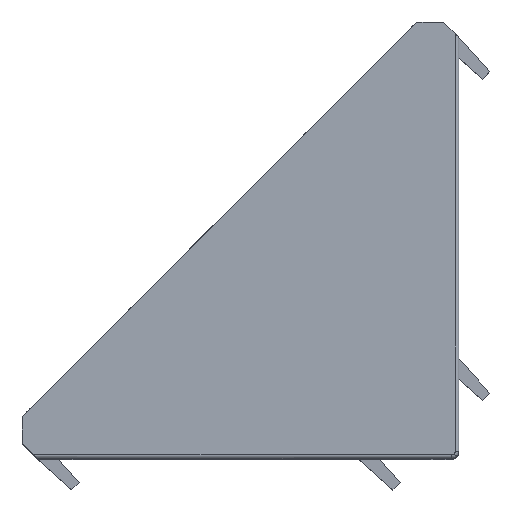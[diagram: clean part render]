
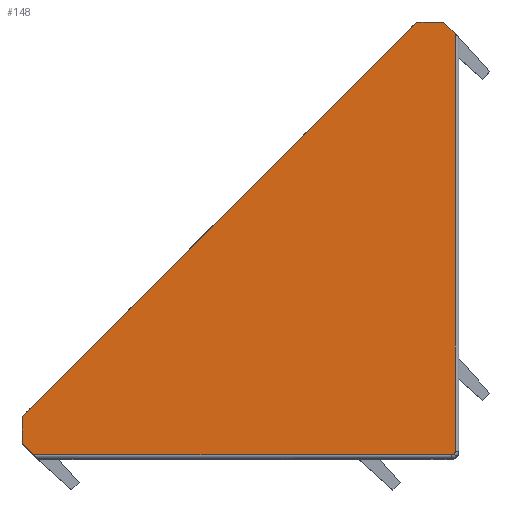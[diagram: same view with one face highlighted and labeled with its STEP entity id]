
A CAD part, top view. The second image highlights one B-rep face of the part: STEP entity #148.
In plain terms, the highlighted planar face has unit normal (0.012, -0.012, 1).
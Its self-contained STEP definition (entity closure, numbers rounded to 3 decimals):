
#35 = VERTEX_POINT ( 'NONE', #10080 ) ;
#72 = VERTEX_POINT ( 'NONE', #6655 ) ;
#148 = ADVANCED_FACE ( 'NONE', ( #6970 ), #6925, .T. ) ;
#447 = CARTESIAN_POINT ( 'NONE',  ( -0.994, 0.494, 28.247 ) ) ;
#1092 = DIRECTION ( 'NONE',  ( 1., 0., -0.012 ) ) ;
#1206 = CARTESIAN_POINT ( 'NONE',  ( -57., 56.992, 29.636 ) ) ;
#1614 = CARTESIAN_POINT ( 'NONE',  ( -55.001, 0.001, 28.907 ) ) ;
#1686 = CARTESIAN_POINT ( 'NONE',  ( -0.735, 0.545, 28.244 ) ) ;
#1906 = CARTESIAN_POINT ( 'NONE',  ( -0.994, 0.494, 28.247 ) ) ;
#2014 = VECTOR ( 'NONE', #11684, 1000. ) ;
#2506 = EDGE_CURVE ( 'NONE', #72, #6355, #8212, .T. ) ;
#2928 = LINE ( 'NONE', #6421, #9099 ) ;
#3126 = EDGE_CURVE ( 'NONE', #13055, #10533, #13056, .T. ) ;
#3138 = EDGE_CURVE ( 'NONE', #6355, #9969, #6760, .T. ) ;
#3211 = EDGE_CURVE ( 'NONE', #9969, #10202, #2928, .T. ) ;
#3227 = ORIENTED_EDGE ( 'NONE', *, *, #2506, .T. ) ;
#3267 = ORIENTED_EDGE ( 'NONE', *, *, #3211, .T. ) ;
#3554 = ORIENTED_EDGE ( 'NONE', *, *, #4008, .T. ) ;
#3848 = DIRECTION ( 'NONE',  ( -0.707, -0.707, 0. ) ) ;
#3962 = CARTESIAN_POINT ( 'NONE',  ( -0.64, 0.64, 28.244 ) ) ;
#4008 = EDGE_CURVE ( 'NONE', #35, #72, #5298, .T. ) ;
#4336 = EDGE_LOOP ( 'NONE', ( #12610, #3267, #7123, #11077, #13935, #7511, #10246, #3554, #3227 ) ) ;
#4451 = DIRECTION ( 'NONE',  ( -1., 0., 0.012 ) ) ;
#4975 = CARTESIAN_POINT ( 'NONE',  ( -0.545, 0.735, 28.244 ) ) ;
#5145 = CARTESIAN_POINT ( 'NONE',  ( -57., 2., 28.957 ) ) ;
#5200 = LINE ( 'NONE', #15100, #14139 ) ;
#5298 = LINE ( 'NONE', #13193, #11149 ) ;
#5450 = CARTESIAN_POINT ( 'NONE',  ( -0.64, 0.64, 28.244 ) ) ;
#5965 = CARTESIAN_POINT ( 'NONE',  ( -0.494, 57.001, 28.938 ) ) ;
#6355 = VERTEX_POINT ( 'NONE', #5145 ) ;
#6421 = CARTESIAN_POINT ( 'NONE',  ( -5.509, 0.494, 28.303 ) ) ;
#6655 = CARTESIAN_POINT ( 'NONE',  ( -57., 5.5, 29. ) ) ;
#6738 = CARTESIAN_POINT ( 'NONE',  ( -2., 57., 28.957 ) ) ;
#6741 = VECTOR ( 'NONE', #14127, 1000. ) ;
#6747 = CARTESIAN_POINT ( 'NONE',  ( -55.494, 0.494, 28.92 ) ) ;
#6760 = LINE ( 'NONE', #1614, #7464 ) ;
#6782 = EDGE_CURVE ( 'NONE', #13116, #35, #9205, .T. ) ;
#6800 = CARTESIAN_POINT ( 'NONE',  ( -0.494, 55.494, 28.92 ) ) ;
#6925 = PLANE ( 'NONE',  #14256 ) ;
#6970 = FACE_OUTER_BOUND ( 'NONE', #4336, .T. ) ;
#7123 = ORIENTED_EDGE ( 'NONE', *, *, #12498, .T. ) ;
#7425 = DIRECTION ( 'NONE',  ( 0.707, -0.707, -0.017 ) ) ;
#7464 = VECTOR ( 'NONE', #7425, 1000. ) ;
#7511 = ORIENTED_EDGE ( 'NONE', *, *, #12717, .T. ) ;
#7572 = DIRECTION ( 'NONE',  ( 1., 0., -0.012 ) ) ;
#8073 = DIRECTION ( 'NONE',  ( 0.012, -0.012, 1. ) ) ;
#8099 = DIRECTION ( 'NONE',  ( -0.707, 0.707, 0.017 ) ) ;
#8212 = LINE ( 'NONE', #1206, #2014 ) ;
#8605 = CARTESIAN_POINT ( 'NONE',  ( -0.494, 0.859, 28.245 ) ) ;
#9099 = VECTOR ( 'NONE', #7572, 1000. ) ;
#9205 = LINE ( 'NONE', #11558, #10336 ) ;
#9365 = CARTESIAN_POINT ( 'NONE',  ( -0.494, 0.994, 28.247 ) ) ;
#9850 = CARTESIAN_POINT ( 'NONE',  ( -0.64, 0.64, 28.244 ) ) ;
#9945 = LINE ( 'NONE', #5965, #6741 ) ;
#9969 = VERTEX_POINT ( 'NONE', #6747 ) ;
#10080 = CARTESIAN_POINT ( 'NONE',  ( -5.5, 57., 29. ) ) ;
#10202 = VERTEX_POINT ( 'NONE', #1906 ) ;
#10246 = ORIENTED_EDGE ( 'NONE', *, *, #6782, .T. ) ;
#10336 = VECTOR ( 'NONE', #4451, 1000. ) ;
#10533 = VERTEX_POINT ( 'NONE', #9365 ) ;
#11077 = ORIENTED_EDGE ( 'NONE', *, *, #3126, .T. ) ;
#11149 = VECTOR ( 'NONE', #3848, 1000. ) ;
#11558 = CARTESIAN_POINT ( 'NONE',  ( -5.5, 57., 29. ) ) ;
#11684 = DIRECTION ( 'NONE',  ( 0., -1., -0.012 ) ) ;
#12137 = CARTESIAN_POINT ( 'NONE',  ( -0.494, 0.994, 28.247 ) ) ;
#12402 =( BOUNDED_CURVE ( )  B_SPLINE_CURVE ( 3, ( #447, #13334, #1686, #9850 ),
 .UNSPECIFIED., .F., .T. ) 
 B_SPLINE_CURVE_WITH_KNOTS ( ( 4, 4 ),
 ( 5.498, 6.283 ),
 .UNSPECIFIED. ) 
 CURVE ( )  GEOMETRIC_REPRESENTATION_ITEM ( )  RATIONAL_B_SPLINE_CURVE ( ( 1., 0.949, 0.949, 1. ) ) 
 REPRESENTATION_ITEM ( '' )  );
#12498 = EDGE_CURVE ( 'NONE', #10202, #13055, #12402, .T. ) ;
#12610 = ORIENTED_EDGE ( 'NONE', *, *, #3138, .T. ) ;
#12717 = EDGE_CURVE ( 'NONE', #14156, #13116, #5200, .T. ) ;
#12742 = CARTESIAN_POINT ( 'NONE',  ( -5.5, 57., 29. ) ) ;
#12812 = EDGE_CURVE ( 'NONE', #10533, #14156, #9945, .T. ) ;
#13055 = VERTEX_POINT ( 'NONE', #5450 ) ;
#13056 =( BOUNDED_CURVE ( )  B_SPLINE_CURVE ( 3, ( #3962, #4975, #8605, #12137 ),
 .UNSPECIFIED., .F., .F. ) 
 B_SPLINE_CURVE_WITH_KNOTS ( ( 4, 4 ),
 ( 0., 0.785 ),
 .UNSPECIFIED. ) 
 CURVE ( )  GEOMETRIC_REPRESENTATION_ITEM ( )  RATIONAL_B_SPLINE_CURVE ( ( 1., 0.949, 0.949, 1. ) ) 
 REPRESENTATION_ITEM ( '' )  );
#13116 = VERTEX_POINT ( 'NONE', #6738 ) ;
#13193 = CARTESIAN_POINT ( 'NONE',  ( -5.5, 57., 29. ) ) ;
#13334 = CARTESIAN_POINT ( 'NONE',  ( -0.859, 0.494, 28.245 ) ) ;
#13935 = ORIENTED_EDGE ( 'NONE', *, *, #12812, .T. ) ;
#14127 = DIRECTION ( 'NONE',  ( 0., 1., 0.012 ) ) ;
#14139 = VECTOR ( 'NONE', #8099, 1000. ) ;
#14156 = VERTEX_POINT ( 'NONE', #6800 ) ;
#14256 = AXIS2_PLACEMENT_3D ( 'NONE', #12742, #8073, #1092 ) ;
#15100 = CARTESIAN_POINT ( 'NONE',  ( -2.001, 57.001, 28.957 ) ) ;
